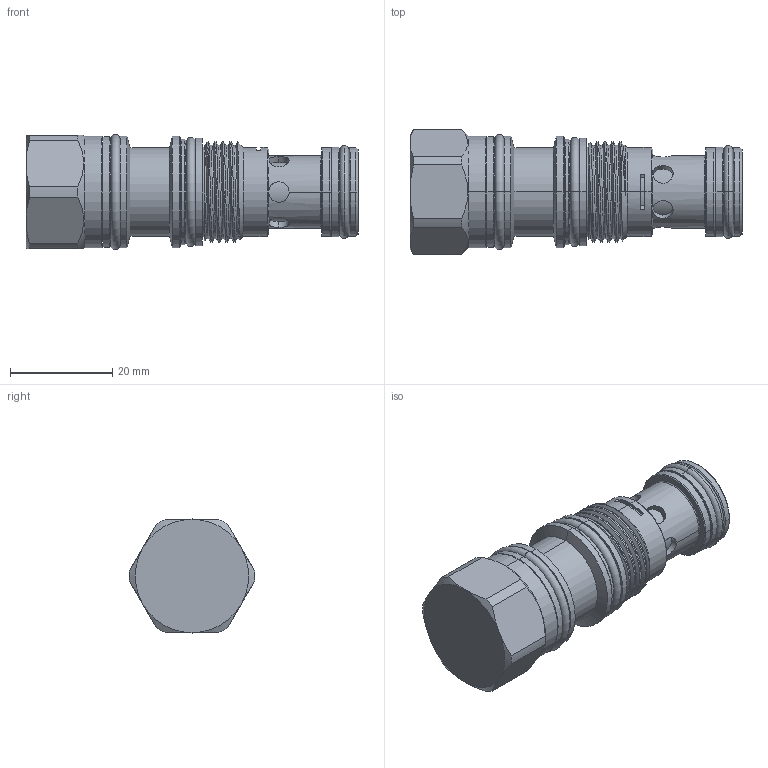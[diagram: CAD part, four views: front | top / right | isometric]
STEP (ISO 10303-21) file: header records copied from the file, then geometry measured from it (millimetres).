
FILE_DESCRIPTION (( 'STEP AP203' ), '1' );
FILE_NAME ('CB11A3B(3D)N(Q)40.STEP', '2023-03-13T06:49:00', ( '' ), ( '' ), 'SwSTEP 2.0', 'SolidWorks 2018', '' );
FILE_SCHEMA (( 'CONFIG_CONTROL_DESIGN' ));
Length unit declared in the file: millimetre
Products named in the file (1): CB11A3B(3D)N(Q)40
Bounding box: 65.07 x 24.59 x 22.55 mm (x, y, z)
Volume: 18677.3 mm3; surface area: 7142.3 mm2
Topology: 2 solids, 2 shells, 198 faces, 449 edges, 275 vertices
Faces by surface type: cylinder 97, cone 47, plane 27, torus 24, bspline 3
Entity records: 7643 total; most frequent: CARTESIAN_POINT 3164, DIRECTION 965, ORIENTED_EDGE 898, EDGE_CURVE 449, AXIS2_PLACEMENT_3D 419, VERTEX_POINT 275, CIRCLE 223, EDGE_LOOP 220
